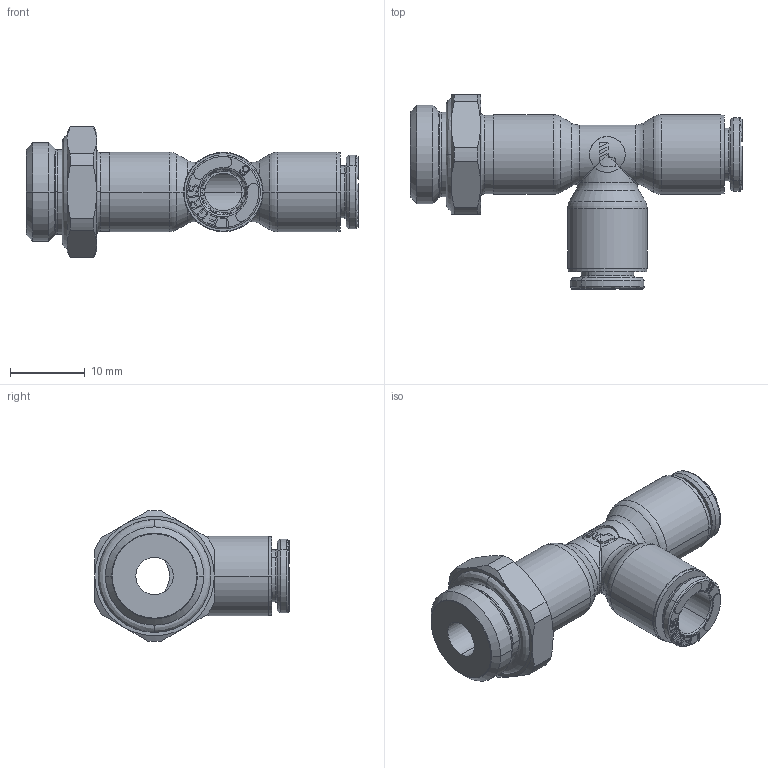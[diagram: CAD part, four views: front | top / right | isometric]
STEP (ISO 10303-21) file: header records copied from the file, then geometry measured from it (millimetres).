
FILE_DESCRIPTION(('STEP AP214'),'1');
FILE_NAME('6893_06_13.stp','2016-07-07T14:50:20',('TraceParts'),('TraceParts S.A.'),'Spatial InterOp 3D',' ',' ');
FILE_SCHEMA(('automotive_design'));
Length unit declared in the file: millimetre
Products named in the file (16): V893-06-13_ASM|Next assembly relationship#44106-64_ASM|Next assembly relationship#44106-26;44106-26; V893-06-13_ASM|Next assembly relationship#44106-64_ASM|Next assembly relationship#44106;44106; V893-06-13_ASM|Next assembly relationship#44106-64_ASM|Next assembly relationship#44106-27;44106-27; V893-06-13_ASM|Next assembly relationship#44106-64_ASM|Next assembly relationship#44126-20;44126-20; V893-06-13_ASM|Next assembly relationship#44516-04;44516-04; V893-06-13_ASM|Next assembly relationship#44106-11-10-ASM;44106-11-10-ASM; V893-06-13_ASM|Next assembly relationship#44210-16;44210-16; V893-06-13_ASM|Next assembly relationship#23682-24_ASM_D11_3_D15_1_L_0_95;23682-24_ASM_D11_3_D15_1_L_0_95
Bounding box: 44.42 x 26.02 x 17.49 mm (x, y, z)
Volume: 3598.7 mm3; surface area: 6786.2 mm2
Topology: 14 solids, 16 shells, 1373 faces, 3508 edges, 2198 vertices
Faces by surface type: plane 609, cylinder 244, torus 208, cone 186, bspline 118, sphere 4, revolution 4
Entity records: 47646 total; most frequent: CARTESIAN_POINT 14506, ORIENTED_EDGE 7000, DIRECTION 6739, EDGE_CURVE 3504, AXIS2_PLACEMENT_3D 2408, VERTEX_POINT 2198, LINE 1919, VECTOR 1919
